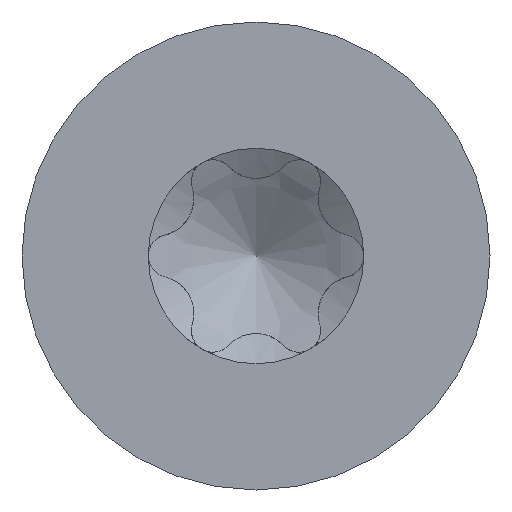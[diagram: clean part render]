
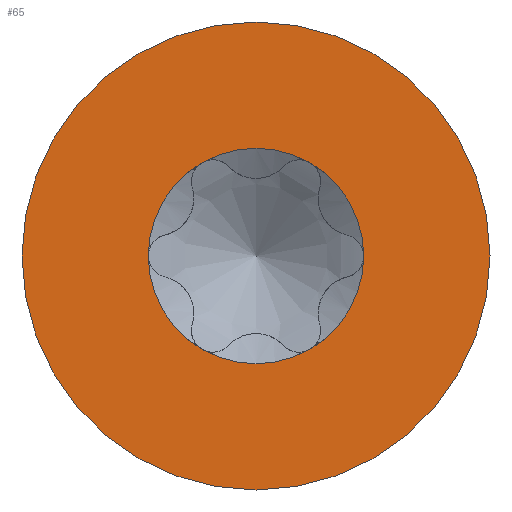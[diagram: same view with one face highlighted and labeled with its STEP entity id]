
A CAD part, left-side view. The second image highlights one B-rep face of the part: STEP entity #65.
In plain terms, the highlighted planar face has unit normal (-1, 0, 0).
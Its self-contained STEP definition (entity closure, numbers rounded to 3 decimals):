
#65 = ADVANCED_FACE( '', ( #150, #151 ), #152, .F. );
#150 = FACE_OUTER_BOUND( '', #256, .T. );
#151 = FACE_BOUND( '', #257, .T. );
#152 = PLANE( '', #258 );
#256 = EDGE_LOOP( '', ( #381 ) );
#257 = EDGE_LOOP( '', ( #382, #383, #384, #385, #386, #387 ) );
#258 = AXIS2_PLACEMENT_3D( '', #388, #389, #390 );
#381 = ORIENTED_EDGE( '', *, *, #627, .F. );
#382 = ORIENTED_EDGE( '', *, *, #632, .T. );
#383 = ORIENTED_EDGE( '', *, *, #633, .T. );
#384 = ORIENTED_EDGE( '', *, *, #634, .T. );
#385 = ORIENTED_EDGE( '', *, *, #635, .T. );
#386 = ORIENTED_EDGE( '', *, *, #636, .T. );
#387 = ORIENTED_EDGE( '', *, *, #637, .T. );
#388 = CARTESIAN_POINT( '', ( 0., 0., 0. ) );
#389 = DIRECTION( '', ( 1., 0., 0. ) );
#390 = DIRECTION( '', ( 0., 0., -1. ) );
#627 = EDGE_CURVE( '', #746, #746, #747, .T. );
#632 = EDGE_CURVE( '', #754, #755, #756, .T. );
#633 = EDGE_CURVE( '', #755, #757, #758, .T. );
#634 = EDGE_CURVE( '', #757, #759, #760, .T. );
#635 = EDGE_CURVE( '', #759, #761, #762, .T. );
#636 = EDGE_CURVE( '', #761, #726, #763, .T. );
#637 = EDGE_CURVE( '', #726, #754, #764, .T. );
#726 = VERTEX_POINT( '', #893 );
#746 = VERTEX_POINT( '', #949 );
#747 = CIRCLE( '', #950, 1.9 );
#754 = VERTEX_POINT( '', #957 );
#755 = VERTEX_POINT( '', #958 );
#756 = CIRCLE( '', #959, 0.875 );
#757 = VERTEX_POINT( '', #960 );
#758 = CIRCLE( '', #961, 0.875 );
#759 = VERTEX_POINT( '', #962 );
#760 = CIRCLE( '', #963, 0.875 );
#761 = VERTEX_POINT( '', #964 );
#762 = CIRCLE( '', #965, 0.875 );
#763 = CIRCLE( '', #966, 0.875 );
#764 = CIRCLE( '', #967, 0.875 );
#893 = CARTESIAN_POINT( '', ( 0., -0.438, 0.758 ) );
#949 = CARTESIAN_POINT( '', ( 0., 0., -1.9 ) );
#950 = AXIS2_PLACEMENT_3D( '', #1237, #1238, #1239 );
#957 = CARTESIAN_POINT( '', ( 0., -0.875, 0. ) );
#958 = CARTESIAN_POINT( '', ( 0., -0.438, -0.758 ) );
#959 = AXIS2_PLACEMENT_3D( '', #1246, #1247, #1248 );
#960 = CARTESIAN_POINT( '', ( 0., 0.438, -0.758 ) );
#961 = AXIS2_PLACEMENT_3D( '', #1249, #1250, #1251 );
#962 = CARTESIAN_POINT( '', ( 0., 0.875, 0. ) );
#963 = AXIS2_PLACEMENT_3D( '', #1252, #1253, #1254 );
#964 = CARTESIAN_POINT( '', ( 0., 0.438, 0.758 ) );
#965 = AXIS2_PLACEMENT_3D( '', #1255, #1256, #1257 );
#966 = AXIS2_PLACEMENT_3D( '', #1258, #1259, #1260 );
#967 = AXIS2_PLACEMENT_3D( '', #1261, #1262, #1263 );
#1237 = CARTESIAN_POINT( '', ( 0., 0., 0. ) );
#1238 = DIRECTION( '', ( 1., 0., 0. ) );
#1239 = DIRECTION( '', ( 0., 0., -1. ) );
#1246 = CARTESIAN_POINT( '', ( 0., 0., 0. ) );
#1247 = DIRECTION( '', ( 1., 0., 0. ) );
#1248 = DIRECTION( '', ( 0., 0., -1. ) );
#1249 = CARTESIAN_POINT( '', ( 0., 0., 0. ) );
#1250 = DIRECTION( '', ( 1., 0., 0. ) );
#1251 = DIRECTION( '', ( 0., 0., -1. ) );
#1252 = CARTESIAN_POINT( '', ( 0., 0., 0. ) );
#1253 = DIRECTION( '', ( 1., 0., 0. ) );
#1254 = DIRECTION( '', ( 0., 0., -1. ) );
#1255 = CARTESIAN_POINT( '', ( 0., 0., 0. ) );
#1256 = DIRECTION( '', ( 1., 0., 0. ) );
#1257 = DIRECTION( '', ( 0., 0., -1. ) );
#1258 = CARTESIAN_POINT( '', ( 0., 0., 0. ) );
#1259 = DIRECTION( '', ( 1., 0., 0. ) );
#1260 = DIRECTION( '', ( 0., 0., -1. ) );
#1261 = CARTESIAN_POINT( '', ( 0., 0., 0. ) );
#1262 = DIRECTION( '', ( 1., 0., 0. ) );
#1263 = DIRECTION( '', ( 0., 0., -1. ) );
